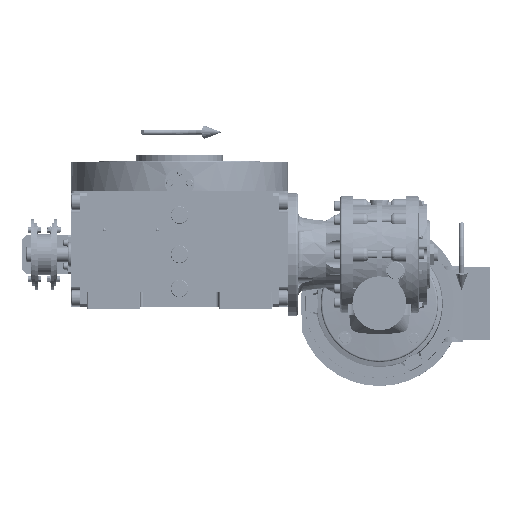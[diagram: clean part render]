
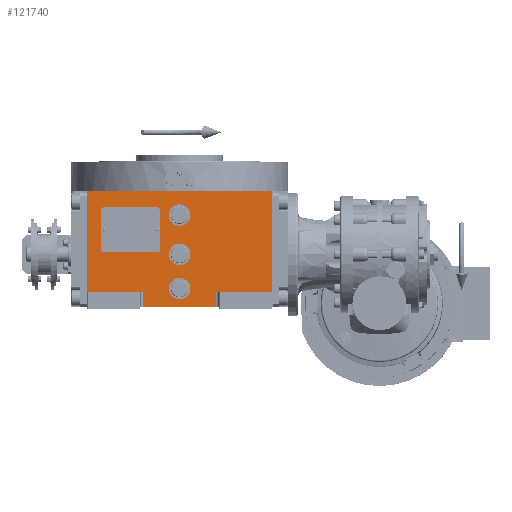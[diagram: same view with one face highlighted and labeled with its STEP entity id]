
A CAD part, top view. The second image highlights one B-rep face of the part: STEP entity #121740.
In plain terms, the highlighted planar face has unit normal (0, 0, 1).
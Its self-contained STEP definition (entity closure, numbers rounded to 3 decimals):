
#385 = VECTOR ( 'NONE', #124241, 1000. ) ;
#1184 = LINE ( 'NONE', #66281, #15882 ) ;
#1510 = FACE_BOUND ( 'NONE', #101340, .T. ) ;
#1652 = CARTESIAN_POINT ( 'NONE',  ( 0., -35., 163.5 ) ) ;
#1778 = EDGE_LOOP ( 'NONE', ( #99209, #67619 ) ) ;
#3295 = ORIENTED_EDGE ( 'NONE', *, *, #91519, .F. ) ;
#3658 = CARTESIAN_POINT ( 'NONE',  ( -94.5, 64.5, 163.5 ) ) ;
#3819 = CARTESIAN_POINT ( 'NONE',  ( -37., -53.5, 163.5 ) ) ;
#4863 = DIRECTION ( 'NONE',  ( 0., 0., 1. ) ) ;
#5259 = CARTESIAN_POINT ( 'NONE',  ( 37., -38.5, 163.5 ) ) ;
#6566 = CARTESIAN_POINT ( 'NONE',  ( 0., -35., 163.5 ) ) ;
#10634 = VERTEX_POINT ( 'NONE', #119441 ) ;
#10993 = ORIENTED_EDGE ( 'NONE', *, *, #139877, .T. ) ;
#15882 = VECTOR ( 'NONE', #52918, 1000. ) ;
#17191 = VERTEX_POINT ( 'NONE', #3658 ) ;
#17880 = CIRCLE ( 'NONE', #77716, 11. ) ;
#19952 = DIRECTION ( 'NONE',  ( 0., 0., 1. ) ) ;
#21830 = LINE ( 'NONE', #59329, #79862 ) ;
#21944 = ORIENTED_EDGE ( 'NONE', *, *, #140404, .F. ) ;
#23204 = VERTEX_POINT ( 'NONE', #135895 ) ;
#24903 = VECTOR ( 'NONE', #69751, 1000. ) ;
#28132 = ORIENTED_EDGE ( 'NONE', *, *, #130987, .F. ) ;
#28344 = EDGE_CURVE ( 'NONE', #95600, #170989, #126816, .T. ) ;
#28417 = CARTESIAN_POINT ( 'NONE',  ( 37., -53.5, 163.5 ) ) ;
#32272 = CARTESIAN_POINT ( 'NONE',  ( -37., -53.5, 163.5 ) ) ;
#33080 = DIRECTION ( 'NONE',  ( 0., 0., 1. ) ) ;
#36689 = LINE ( 'NONE', #159775, #61462 ) ;
#44088 = CIRCLE ( 'NONE', #143796, 11. ) ;
#44168 = VECTOR ( 'NONE', #94197, 1000. ) ;
#45052 = VERTEX_POINT ( 'NONE', #132634 ) ;
#45813 = CARTESIAN_POINT ( 'NONE',  ( 94.5, -38.5, 163.5 ) ) ;
#46660 = EDGE_CURVE ( 'NONE', #175568, #136272, #168002, .T. ) ;
#47151 = LINE ( 'NONE', #5259, #119173 ) ;
#51604 = CARTESIAN_POINT ( 'NONE',  ( 94.5, -38.5, 163.5 ) ) ;
#52094 = VERTEX_POINT ( 'NONE', #176225 ) ;
#52918 = DIRECTION ( 'NONE',  ( 1., 0., 0. ) ) ;
#56752 = PLANE ( 'NONE',  #159393 ) ;
#59329 = CARTESIAN_POINT ( 'NONE',  ( -94.5, -38.5, 163.5 ) ) ;
#59867 = CIRCLE ( 'NONE', #108277, 11. ) ;
#61462 = VECTOR ( 'NONE', #66946, 1000. ) ;
#61568 = DIRECTION ( 'NONE',  ( -1., 0., 0. ) ) ;
#62968 = ORIENTED_EDGE ( 'NONE', *, *, #96727, .F. ) ;
#66281 = CARTESIAN_POINT ( 'NONE',  ( -94.5, 64.5, 163.5 ) ) ;
#66946 = DIRECTION ( 'NONE',  ( 1., 0., 0. ) ) ;
#67619 = ORIENTED_EDGE ( 'NONE', *, *, #142663, .F. ) ;
#69751 = DIRECTION ( 'NONE',  ( 0., 1., 0. ) ) ;
#70121 = FACE_BOUND ( 'NONE', #124794, .T. ) ;
#73327 = LINE ( 'NONE', #3819, #385 ) ;
#73520 = EDGE_CURVE ( 'NONE', #116393, #52094, #44088, .T. ) ;
#74311 = DIRECTION ( 'NONE',  ( 1., 0., 0. ) ) ;
#75963 = CARTESIAN_POINT ( 'NONE',  ( -37., -53.5, 163.5 ) ) ;
#77716 = AXIS2_PLACEMENT_3D ( 'NONE', #168069, #4863, #110167 ) ;
#79862 = VECTOR ( 'NONE', #128871, 1000. ) ;
#82955 = CARTESIAN_POINT ( 'NONE',  ( 94.5, 64.5, 163.5 ) ) ;
#83546 = FACE_BOUND ( 'NONE', #1778, .T. ) ;
#84261 = ORIENTED_EDGE ( 'NONE', *, *, #117737, .F. ) ;
#84570 = DIRECTION ( 'NONE',  ( 0., 0., 1. ) ) ;
#85438 = DIRECTION ( 'NONE',  ( -1., 0., 0. ) ) ;
#88464 = VECTOR ( 'NONE', #100267, 1000. ) ;
#91519 = EDGE_CURVE ( 'NONE', #17191, #136272, #1184, .T. ) ;
#91530 = CARTESIAN_POINT ( 'NONE',  ( 11., 40., 163.5 ) ) ;
#93115 = DIRECTION ( 'NONE',  ( 0., 0., 1. ) ) ;
#93328 = CARTESIAN_POINT ( 'NONE',  ( 37., -38.5, 163.5 ) ) ;
#94197 = DIRECTION ( 'NONE',  ( 1., 0., 0. ) ) ;
#95020 = CARTESIAN_POINT ( 'NONE',  ( -11., 40., 163.5 ) ) ;
#95600 = VERTEX_POINT ( 'NONE', #75963 ) ;
#95977 = LINE ( 'NONE', #93328, #44168 ) ;
#96168 = EDGE_CURVE ( 'NONE', #10634, #23204, #59867, .T. ) ;
#96727 = EDGE_CURVE ( 'NONE', #152380, #17191, #21830, .T. ) ;
#98278 = CARTESIAN_POINT ( 'NONE',  ( -37., -38.5, 163.5 ) ) ;
#98722 = VERTEX_POINT ( 'NONE', #28417 ) ;
#99209 = ORIENTED_EDGE ( 'NONE', *, *, #73520, .F. ) ;
#99595 = FACE_OUTER_BOUND ( 'NONE', #105342, .T. ) ;
#100267 = DIRECTION ( 'NONE',  ( 0., 1., 0. ) ) ;
#101340 = EDGE_LOOP ( 'NONE', ( #28132, #113625 ) ) ;
#103701 = ORIENTED_EDGE ( 'NONE', *, *, #119540, .T. ) ;
#103840 = CIRCLE ( 'NONE', #106773, 11. ) ;
#104189 = CARTESIAN_POINT ( 'NONE',  ( 11., 0., 163.5 ) ) ;
#105342 = EDGE_LOOP ( 'NONE', ( #155044, #173036, #10993, #125896, #3295, #62968, #103701, #163337 ) ) ;
#106773 = AXIS2_PLACEMENT_3D ( 'NONE', #6566, #19952, #74311 ) ;
#107372 = CARTESIAN_POINT ( 'NONE',  ( 0., 40., 163.5 ) ) ;
#107534 = VERTEX_POINT ( 'NONE', #95020 ) ;
#108277 = AXIS2_PLACEMENT_3D ( 'NONE', #1652, #84570, #85438 ) ;
#110167 = DIRECTION ( 'NONE',  ( -1., 0., 0. ) ) ;
#112079 = CARTESIAN_POINT ( 'NONE',  ( -94.5, -53.5, 163.5 ) ) ;
#113625 = ORIENTED_EDGE ( 'NONE', *, *, #96168, .F. ) ;
#113828 = DIRECTION ( 'NONE',  ( 1., 0., 0. ) ) ;
#116393 = VERTEX_POINT ( 'NONE', #104189 ) ;
#116872 = CARTESIAN_POINT ( 'NONE',  ( 0., 0., 163.5 ) ) ;
#117737 = EDGE_CURVE ( 'NONE', #107534, #163719, #17880, .T. ) ;
#119173 = VECTOR ( 'NONE', #168472, 1000. ) ;
#119441 = CARTESIAN_POINT ( 'NONE',  ( -11., -35., 163.5 ) ) ;
#119540 = EDGE_CURVE ( 'NONE', #152380, #170989, #36689, .T. ) ;
#121174 = CIRCLE ( 'NONE', #146925, 11. ) ;
#121192 = AXIS2_PLACEMENT_3D ( 'NONE', #107372, #93115, #164401 ) ;
#121740 = ADVANCED_FACE ( 'NONE', ( #83546, #1510, #70121, #99595 ), #56752, .T. ) ;
#122519 = EDGE_CURVE ( 'NONE', #45052, #98722, #47151, .T. ) ;
#124241 = DIRECTION ( 'NONE',  ( 1., 0., 0. ) ) ;
#124794 = EDGE_LOOP ( 'NONE', ( #21944, #84261 ) ) ;
#125896 = ORIENTED_EDGE ( 'NONE', *, *, #46660, .T. ) ;
#126816 = LINE ( 'NONE', #32272, #24903 ) ;
#128871 = DIRECTION ( 'NONE',  ( 0., 1., 0. ) ) ;
#130987 = EDGE_CURVE ( 'NONE', #23204, #10634, #103840, .T. ) ;
#132634 = CARTESIAN_POINT ( 'NONE',  ( 37., -38.5, 163.5 ) ) ;
#134920 = CARTESIAN_POINT ( 'NONE',  ( -94.5, -38.5, 163.5 ) ) ;
#135895 = CARTESIAN_POINT ( 'NONE',  ( 11., -35., 163.5 ) ) ;
#136272 = VERTEX_POINT ( 'NONE', #82955 ) ;
#139877 = EDGE_CURVE ( 'NONE', #45052, #175568, #95977, .T. ) ;
#140404 = EDGE_CURVE ( 'NONE', #163719, #107534, #149627, .T. ) ;
#142663 = EDGE_CURVE ( 'NONE', #52094, #116393, #121174, .T. ) ;
#143796 = AXIS2_PLACEMENT_3D ( 'NONE', #175647, #162264, #163129 ) ;
#146925 = AXIS2_PLACEMENT_3D ( 'NONE', #116872, #33080, #61568 ) ;
#147313 = EDGE_CURVE ( 'NONE', #95600, #98722, #73327, .T. ) ;
#149627 = CIRCLE ( 'NONE', #121192, 11. ) ;
#151350 = DIRECTION ( 'NONE',  ( 0., 0., 1. ) ) ;
#152380 = VERTEX_POINT ( 'NONE', #134920 ) ;
#155044 = ORIENTED_EDGE ( 'NONE', *, *, #147313, .T. ) ;
#159393 = AXIS2_PLACEMENT_3D ( 'NONE', #112079, #151350, #113828 ) ;
#159775 = CARTESIAN_POINT ( 'NONE',  ( -94.5, -38.5, 163.5 ) ) ;
#162264 = DIRECTION ( 'NONE',  ( 0., 0., 1. ) ) ;
#163129 = DIRECTION ( 'NONE',  ( 1., 0., 0. ) ) ;
#163337 = ORIENTED_EDGE ( 'NONE', *, *, #28344, .F. ) ;
#163719 = VERTEX_POINT ( 'NONE', #91530 ) ;
#164401 = DIRECTION ( 'NONE',  ( 1., 0., 0. ) ) ;
#168002 = LINE ( 'NONE', #45813, #88464 ) ;
#168069 = CARTESIAN_POINT ( 'NONE',  ( 0., 40., 163.5 ) ) ;
#168472 = DIRECTION ( 'NONE',  ( 0., -1., 0. ) ) ;
#170989 = VERTEX_POINT ( 'NONE', #98278 ) ;
#173036 = ORIENTED_EDGE ( 'NONE', *, *, #122519, .F. ) ;
#175568 = VERTEX_POINT ( 'NONE', #51604 ) ;
#175647 = CARTESIAN_POINT ( 'NONE',  ( 0., 0., 163.5 ) ) ;
#176225 = CARTESIAN_POINT ( 'NONE',  ( -11., 0., 163.5 ) ) ;
